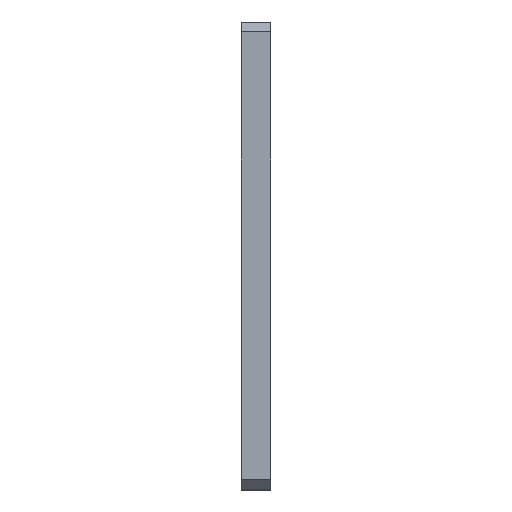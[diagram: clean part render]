
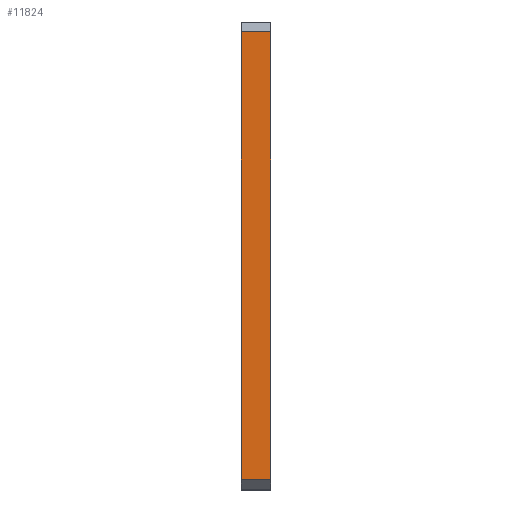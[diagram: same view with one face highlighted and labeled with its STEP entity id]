
A CAD part, top view. The second image highlights one B-rep face of the part: STEP entity #11824.
In plain terms, the highlighted planar face has unit normal (0, 0, 1).
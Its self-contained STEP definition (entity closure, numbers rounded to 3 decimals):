
#465 = ORIENTED_EDGE ( 'NONE', *, *, #19369, .T. ) ;
#2101 = CARTESIAN_POINT ( 'NONE',  ( 0., 23., 17. ) ) ;
#2327 = PLANE ( 'NONE',  #11018 ) ;
#2429 = VECTOR ( 'NONE', #9028, 1000. ) ;
#2736 = EDGE_LOOP ( 'NONE', ( #17238, #17350, #12780, #465 ) ) ;
#4321 = DIRECTION ( 'NONE',  ( 0., -1., 0. ) ) ;
#5907 = EDGE_CURVE ( 'NONE', #20017, #16578, #18017, .T. ) ;
#6546 = VECTOR ( 'NONE', #4321, 1000. ) ;
#7037 = LINE ( 'NONE', #15125, #2429 ) ;
#7919 = CARTESIAN_POINT ( 'NONE',  ( 3., 23., 17. ) ) ;
#8173 = FACE_OUTER_BOUND ( 'NONE', #2736, .T. ) ;
#8574 = DIRECTION ( 'NONE',  ( 0., 1., 0. ) ) ;
#9028 = DIRECTION ( 'NONE',  ( 1., 0., 0. ) ) ;
#10288 = CARTESIAN_POINT ( 'NONE',  ( 3., 24., 17. ) ) ;
#10540 = VECTOR ( 'NONE', #10609, 1000. ) ;
#10609 = DIRECTION ( 'NONE',  ( 0., -1., 0. ) ) ;
#10951 = CARTESIAN_POINT ( 'NONE',  ( 0., -23., 17. ) ) ;
#11018 = AXIS2_PLACEMENT_3D ( 'NONE', #10288, #14795, #8574 ) ;
#11271 = LINE ( 'NONE', #18362, #10540 ) ;
#11824 = ADVANCED_FACE ( 'NONE', ( #8173 ), #2327, .F. ) ;
#12282 = LINE ( 'NONE', #7919, #12982 ) ;
#12647 = DIRECTION ( 'NONE',  ( -1., 0., 0. ) ) ;
#12780 = ORIENTED_EDGE ( 'NONE', *, *, #14118, .F. ) ;
#12982 = VECTOR ( 'NONE', #12647, 1000. ) ;
#14118 = EDGE_CURVE ( 'NONE', #18842, #18901, #11271, .T. ) ;
#14795 = DIRECTION ( 'NONE',  ( 0., 0., -1. ) ) ;
#15125 = CARTESIAN_POINT ( 'NONE',  ( 3., -23., 17. ) ) ;
#16304 = CARTESIAN_POINT ( 'NONE',  ( 3., -23., 17. ) ) ;
#16426 = EDGE_CURVE ( 'NONE', #16578, #18901, #7037, .T. ) ;
#16578 = VERTEX_POINT ( 'NONE', #10951 ) ;
#16728 = CARTESIAN_POINT ( 'NONE',  ( 0., 24., 17. ) ) ;
#17238 = ORIENTED_EDGE ( 'NONE', *, *, #5907, .T. ) ;
#17350 = ORIENTED_EDGE ( 'NONE', *, *, #16426, .T. ) ;
#17388 = CARTESIAN_POINT ( 'NONE',  ( 3., 23., 17. ) ) ;
#18017 = LINE ( 'NONE', #16728, #6546 ) ;
#18362 = CARTESIAN_POINT ( 'NONE',  ( 3., 24., 17. ) ) ;
#18842 = VERTEX_POINT ( 'NONE', #17388 ) ;
#18901 = VERTEX_POINT ( 'NONE', #16304 ) ;
#19369 = EDGE_CURVE ( 'NONE', #18842, #20017, #12282, .T. ) ;
#20017 = VERTEX_POINT ( 'NONE', #2101 ) ;
